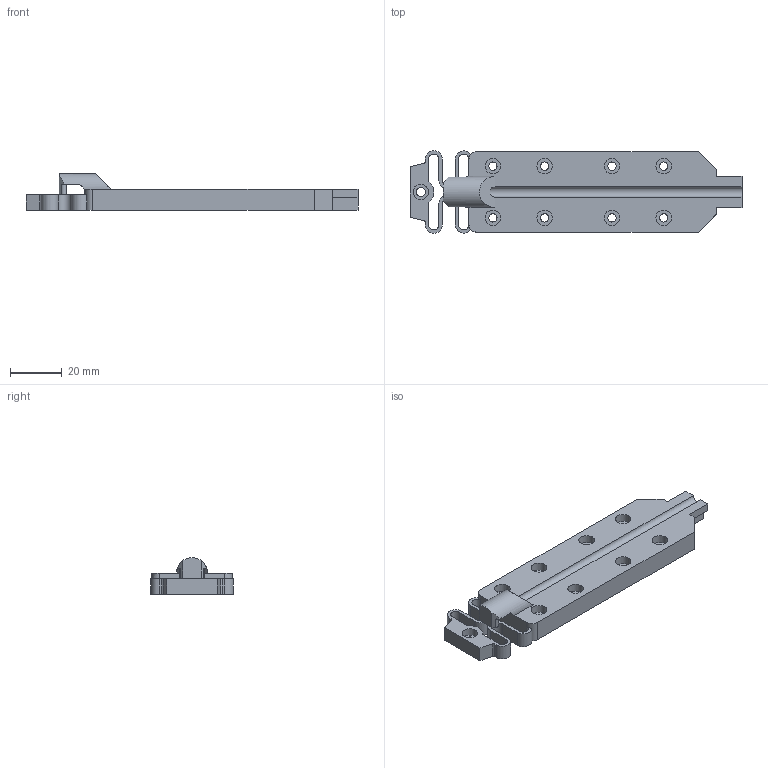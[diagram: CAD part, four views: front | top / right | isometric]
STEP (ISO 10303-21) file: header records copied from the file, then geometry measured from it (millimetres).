
FILE_DESCRIPTION(/* description */ ('','CAx-IF Rec.Pracs.---Representation and Presentation of Product Manufacturing Information (PMI)---4.0---2014-10-13'),/* implementation_level */ '2;1');
FILE_NAME(/* name */ 'Base_MGN12H v7.step',/* time_stamp */ '2025-03-24T15:43:07-07:00',/* author */ (''),/* organization */ (''),/* preprocessor_version */ 'ST-DEVELOPER v20',/* originating_system */ 'Autodesk Translation Framework v13.20.0.188',/* authorisation */ '');
FILE_SCHEMA (('AP242_MANAGED_MODEL_BASED_3D_ENGINEERING_MIM_LF { 1 0 10303 442 1 1 4 }'));
Length unit declared in the file: millimetre
Products named in the file (2): Base_MGN12H; Rear_Flexure v1
Assembly tree (1 placements, depth 2):
  Base_MGN12H
    Rear_Flexure v1
Bounding box: 128.28 x 31.83 x 14.15 mm (x, y, z)
Volume: 25085.5 mm3; surface area: 11688.9 mm2
Topology: 1 solids, 1 shells, 90 faces, 239 edges, 157 vertices
Faces by surface type: plane 51, cylinder 39
Full cylindrical faces by diameter (mm): 3.2 x8, 3.5 x1, 3.962 x1, 6 x9
Entity records: 2918 total; most frequent: DIRECTION 512, CARTESIAN_POINT 489, ORIENTED_EDGE 478, EDGE_CURVE 239, AXIS2_PLACEMENT_3D 180, VERTEX_POINT 157, LINE 152, VECTOR 152
